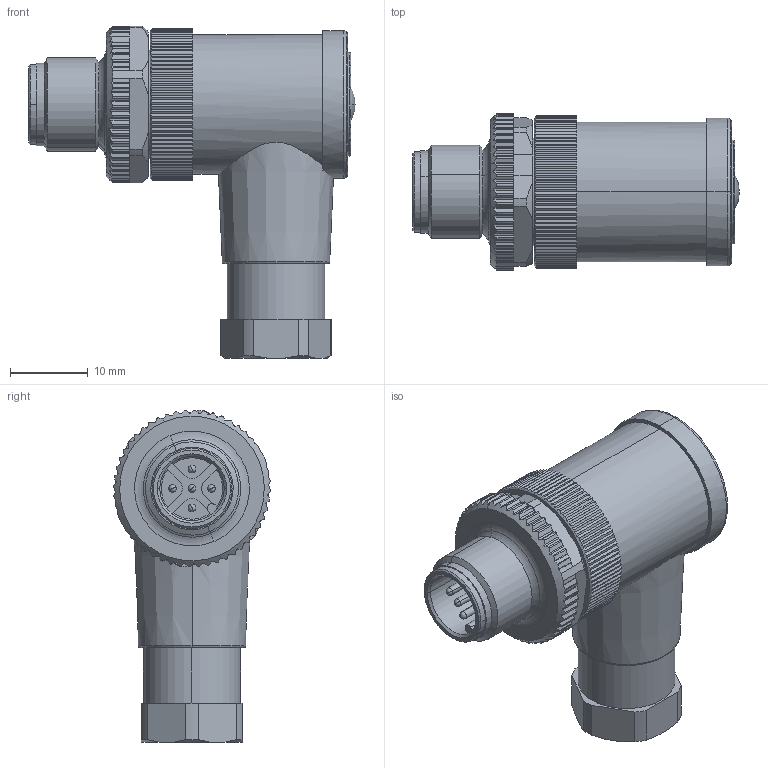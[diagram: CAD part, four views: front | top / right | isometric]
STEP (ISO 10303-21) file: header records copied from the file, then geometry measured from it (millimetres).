
FILE_DESCRIPTION((''),'2;1');
FILE_NAME('CAD-8061','2021-11-24T10:47:00',('creinig-se'),(''),'CREO PARAMETRIC BY PTC INC, 2019292','CREO PARAMETRIC BY PTC INC, 2019292','');
FILE_SCHEMA(('CONFIG_CONTROL_DESIGN','SHAPE_APPEARANCE_LAYERS_GROUPS'));
Length unit declared in the file: millimetre
Products named in the file (1): CAD-8061
Bounding box: 42 x 20.19 x 42.69 mm (x, y, z)
Volume: 12613.3 mm3; surface area: 4649.7 mm2
Topology: 1 solids, 1 shells, 659 faces, 1981 edges, 1327 vertices
Faces by surface type: plane 359, cylinder 245, cone 30, torus 13, sphere 12
Entity records: 30378 total; most frequent: CARTESIAN_POINT 6347, ORIENTED_EDGE 3938, DIRECTION 3358, PRESENTATION_STYLE_ASSIGNMENT 2024, STYLED_ITEM 1970, CURVE_STYLE 1969, EDGE_CURVE 1969, VERTEX_POINT 1327
